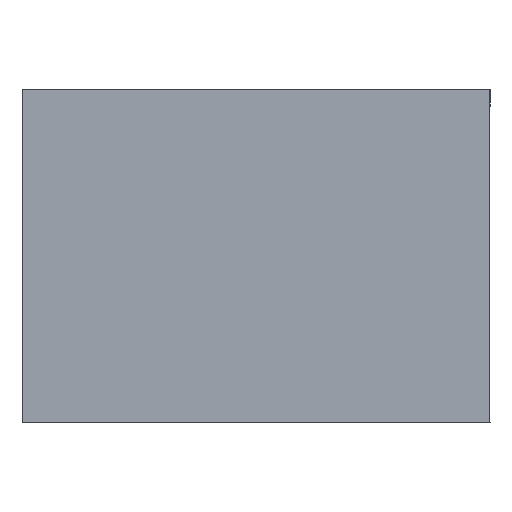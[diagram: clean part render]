
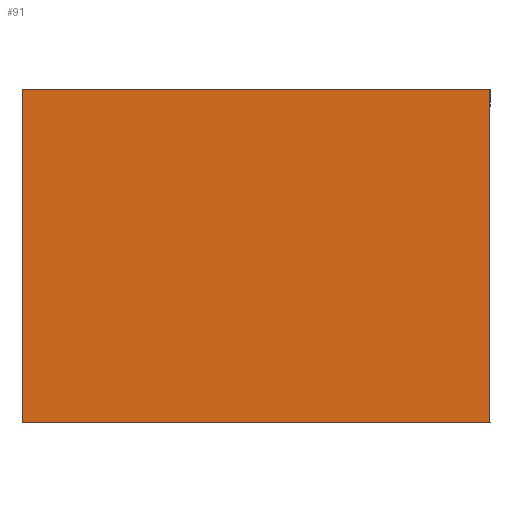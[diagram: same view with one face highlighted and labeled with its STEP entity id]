
A CAD part, left-side view. The second image highlights one B-rep face of the part: STEP entity #91.
In plain terms, the highlighted free-form (B-spline) face has degree [1, 1] with [2, 2] control points.
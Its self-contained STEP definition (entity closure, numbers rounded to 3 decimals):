
#56=CARTESIAN_POINT('',(-0.305,-0.165,-0.018));
#57=CARTESIAN_POINT('',(-0.305,-0.165,0.312));
#58=CARTESIAN_POINT('',(-0.305,0.165,-0.018));
#59=CARTESIAN_POINT('',(-0.305,0.165,0.312));
#60=B_SPLINE_SURFACE_WITH_KNOTS('',1,1,((#56,#57),(#58,#59)),.PLANE_SURF.,.F.,.F.,.U.,(2,2),(2,2),(0.,1.),(0.,1.),.UNSPECIFIED.);
#61=CARTESIAN_POINT('',(-0.305,0.15,-0.003));
#62=VERTEX_POINT('',#61);
#63=CARTESIAN_POINT('',(-0.305,0.15,0.211));
#64=VERTEX_POINT('',#63);
#65=CARTESIAN_POINT('',(-0.305,0.15,-0.003));
#66=CARTESIAN_POINT('',(-0.305,0.15,0.211));
#67=B_SPLINE_CURVE_WITH_KNOTS('',1,(#65,#66),.POLYLINE_FORM.,.F.,.U.,(2,2),(0.,1.),.UNSPECIFIED.);
#68=EDGE_CURVE('',#62,#64,#67,.T.);
#69=ORIENTED_EDGE('',*,*,#68,.T.);
#70=CARTESIAN_POINT('',(-0.305,-0.15,0.211));
#71=VERTEX_POINT('',#70);
#72=CARTESIAN_POINT('',(-0.305,0.15,0.211));
#73=CARTESIAN_POINT('',(-0.305,-0.15,0.211));
#74=B_SPLINE_CURVE_WITH_KNOTS('',1,(#72,#73),.POLYLINE_FORM.,.F.,.U.,(2,2),(0.,1.),.UNSPECIFIED.);
#75=EDGE_CURVE('',#64,#71,#74,.T.);
#76=ORIENTED_EDGE('',*,*,#75,.T.);
#77=CARTESIAN_POINT('',(-0.305,-0.15,-0.003));
#78=VERTEX_POINT('',#77);
#79=CARTESIAN_POINT('',(-0.305,-0.15,0.211));
#80=CARTESIAN_POINT('',(-0.305,-0.15,-0.003));
#81=B_SPLINE_CURVE_WITH_KNOTS('',1,(#79,#80),.POLYLINE_FORM.,.F.,.U.,(2,2),(0.,1.),.UNSPECIFIED.);
#82=EDGE_CURVE('',#71,#78,#81,.T.);
#83=ORIENTED_EDGE('',*,*,#82,.T.);
#84=CARTESIAN_POINT('',(-0.305,-0.15,-0.003));
#85=CARTESIAN_POINT('',(-0.305,0.15,-0.003));
#86=B_SPLINE_CURVE_WITH_KNOTS('',1,(#84,#85),.POLYLINE_FORM.,.F.,.U.,(2,2),(0.,1.),.UNSPECIFIED.);
#87=EDGE_CURVE('',#78,#62,#86,.T.);
#88=ORIENTED_EDGE('',*,*,#87,.T.);
#89=EDGE_LOOP('',(#69,#76,#83,#88));
#90=FACE_OUTER_BOUND('',#89,.F.);
#91=ADVANCED_FACE('',(#90),#60,.F.);
